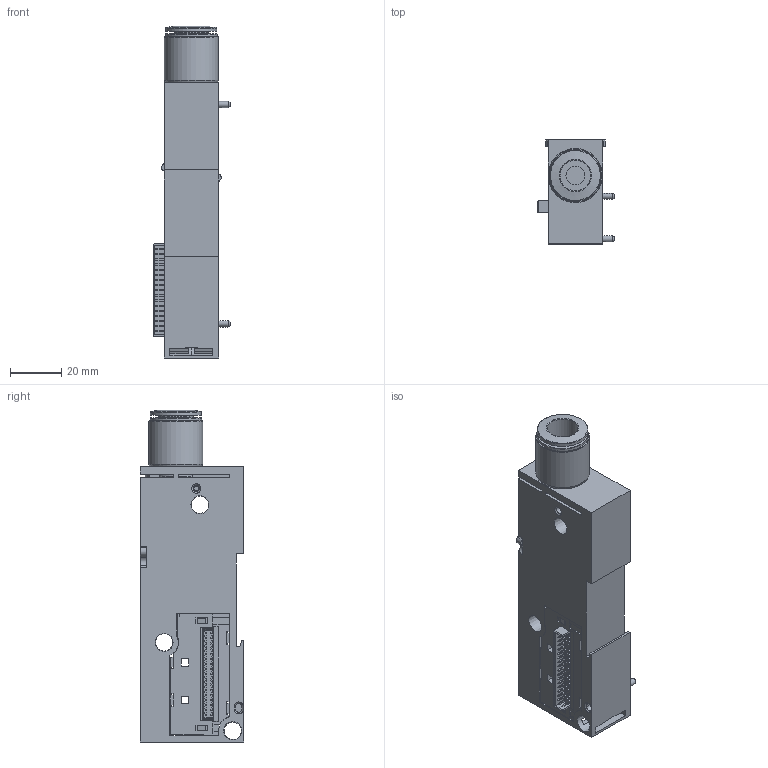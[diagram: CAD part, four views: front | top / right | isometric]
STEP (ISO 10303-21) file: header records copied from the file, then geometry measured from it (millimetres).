
FILE_DESCRIPTION(/* description */ ('STEP AP214'),/* implementation_level */ '2;1');
FILE_NAME(/* name */ '560952_VMPAL-SP-QS12',/* time_stamp */ '2024-09-16T22:43:17+02:00',/* author */ ('License CC BY-ND 4.0'),/* organization */ ('CADENAS'),/* preprocessor_version */ 'ST-DEVELOPER v19.3',/* originating_system */ 'PARTsolutions',/* authorisation */ ' ');
FILE_SCHEMA (('AUTOMOTIVE_DESIGN {1 0 10303 214 3 1 1}'));
Length unit declared in the file: millimetre
Products named in the file (4): 560952 VMPAL-SP-QS12; 1032966 MPA-L---(EM); 571011 VMPAL-EVAP-20-SP; 132635 QSPKG20-12
Assembly tree (3 placements, depth 2):
  560952 VMPAL-SP-QS12
    1032966 MPA-L---(EM)
    571011 VMPAL-EVAP-20-SP
    132635 QSPKG20-12
Bounding box: 29.8 x 40.5 x 129.4 mm (x, y, z)
Volume: 84375.9 mm3; surface area: 32112.6 mm2
Topology: 3 solids, 3 shells, 1105 faces, 2799 edges, 1750 vertices
Faces by surface type: plane 981, cylinder 63, cone 45, torus 16
Full cylindrical faces by diameter (mm): 7.3 x1, 7.9 x2, 12 x1, 13 x2, 13.4 x1, 15 x1, 15.9 x2, 16.1 x1, 17.9 x2, 18 x1, 19.8 x1, 20.1 x1, 21.1 x1
Entity records: 32626 total; most frequent: CARTESIAN_POINT 5638, ORIENTED_EDGE 5472, DIRECTION 5168, EDGE_CURVE 2736, LINE 2506, VECTOR 2506, VERTEX_POINT 1745, EDGE_LOOP 1347
